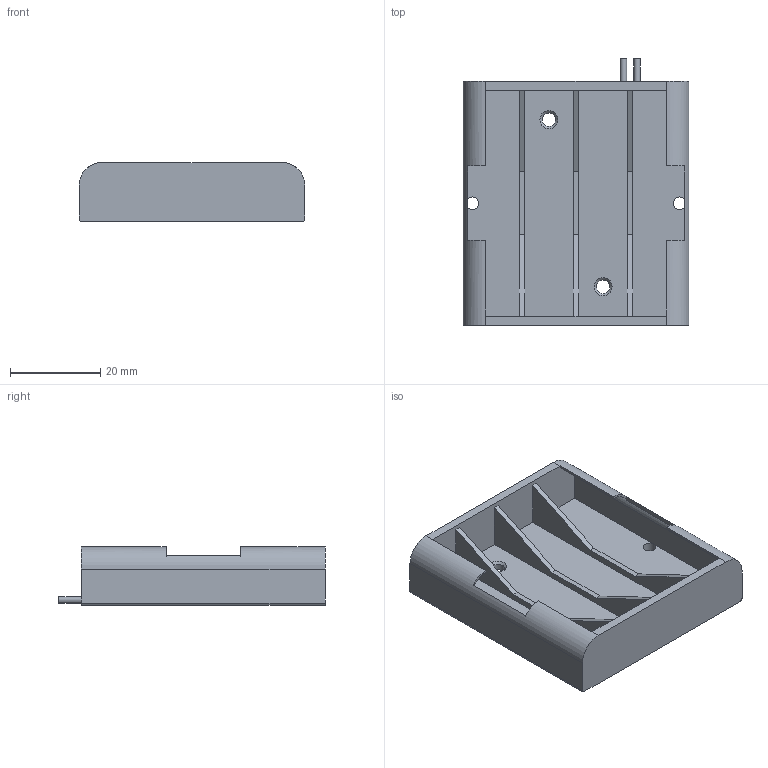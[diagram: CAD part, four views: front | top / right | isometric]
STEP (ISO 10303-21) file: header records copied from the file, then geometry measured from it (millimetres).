
FILE_DESCRIPTION(/* description */ (''),/* implementation_level */ '2;1');
FILE_NAME(/* name */ 'AAA-battery-case.step',/* time_stamp */ '2020-10-25T16:10:59+09:00',/* author */ (''),/* organization */ (''),/* preprocessor_version */ 'ST-DEVELOPER v18.1',/* originating_system */ 'Autodesk Translation Framework v9.3.0.1241',/* authorisation */ '');
FILE_SCHEMA (('AUTOMOTIVE_DESIGN { 1 0 10303 214 3 1 1 }'));
Length unit declared in the file: millimetre
Products named in the file (1): AAA-battery-case
Bounding box: 50 x 59 x 13 mm (x, y, z)
Volume: 8914.9 mm3; surface area: 11750.3 mm2
Topology: 3 solids, 3 shells, 58 faces, 150 edges, 98 vertices
Faces by surface type: plane 44, cylinder 12, cone 2
Full cylindrical faces by diameter (mm): 1.4 x2, 2.8 x2, 3 x2
Entity records: 1821 total; most frequent: CARTESIAN_POINT 307, DIRECTION 302, ORIENTED_EDGE 300, EDGE_CURVE 150, LINE 116, VECTOR 116, VERTEX_POINT 98, AXIS2_PLACEMENT_3D 93
